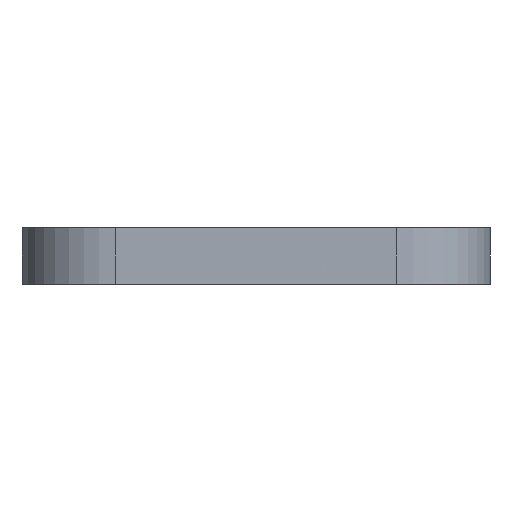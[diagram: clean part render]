
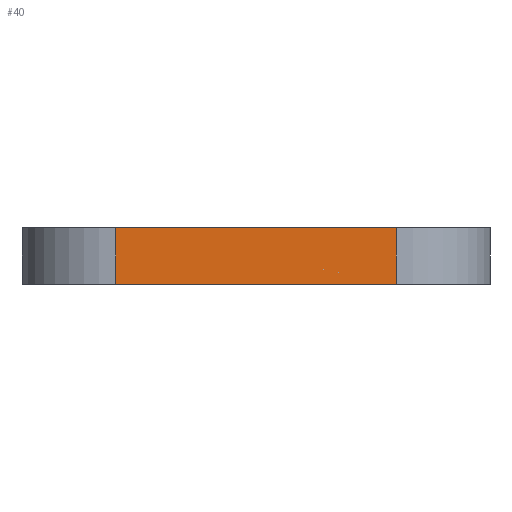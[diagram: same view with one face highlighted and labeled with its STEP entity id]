
A CAD part, left-side view. The second image highlights one B-rep face of the part: STEP entity #40.
In plain terms, the highlighted planar face has unit normal (-1, 0, 0).
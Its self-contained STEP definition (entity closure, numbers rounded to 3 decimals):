
#28 = VERTEX_POINT ( 'NONE', #533 ) ;
#40 = ADVANCED_FACE ( 'NONE', ( #1339 ), #73, .T. ) ;
#73 = PLANE ( 'NONE',  #158 ) ;
#80 = VERTEX_POINT ( 'NONE', #213 ) ;
#83 = DIRECTION ( 'NONE',  ( 0., 0., 1. ) ) ;
#119 = DIRECTION ( 'NONE',  ( 0., 0., -1. ) ) ;
#158 = AXIS2_PLACEMENT_3D ( 'NONE', #324, #750, #83 ) ;
#196 = DIRECTION ( 'NONE',  ( 0., 0., 1. ) ) ;
#209 = VECTOR ( 'NONE', #322, 1000. ) ;
#213 = CARTESIAN_POINT ( 'NONE',  ( -97.43, -14.055, 6. ) ) ;
#233 = CARTESIAN_POINT ( 'NONE',  ( -97.43, 15.945, 0. ) ) ;
#252 = EDGE_LOOP ( 'NONE', ( #1084, #991, #741, #366 ) ) ;
#254 = CARTESIAN_POINT ( 'NONE',  ( -97.43, 25.945, 6. ) ) ;
#322 = DIRECTION ( 'NONE',  ( 0., -1., 0. ) ) ;
#324 = CARTESIAN_POINT ( 'NONE',  ( -97.43, 25.945, 0. ) ) ;
#345 = LINE ( 'NONE', #233, #1156 ) ;
#366 = ORIENTED_EDGE ( 'NONE', *, *, #393, .T. ) ;
#367 = CARTESIAN_POINT ( 'NONE',  ( -97.43, 15.945, 0. ) ) ;
#371 = EDGE_CURVE ( 'NONE', #998, #28, #873, .T. ) ;
#393 = EDGE_CURVE ( 'NONE', #28, #80, #1434, .T. ) ;
#401 = CARTESIAN_POINT ( 'NONE',  ( -97.43, 15.945, 6. ) ) ;
#471 = VECTOR ( 'NONE', #196, 1000. ) ;
#533 = CARTESIAN_POINT ( 'NONE',  ( -97.43, -14.055, 0. ) ) ;
#590 = VECTOR ( 'NONE', #951, 1000. ) ;
#625 = EDGE_CURVE ( 'NONE', #648, #998, #345, .T. ) ;
#645 = CARTESIAN_POINT ( 'NONE',  ( -97.43, -14.055, 0. ) ) ;
#648 = VERTEX_POINT ( 'NONE', #401 ) ;
#741 = ORIENTED_EDGE ( 'NONE', *, *, #371, .T. ) ;
#750 = DIRECTION ( 'NONE',  ( -1., 0., 0. ) ) ;
#760 = EDGE_CURVE ( 'NONE', #648, #80, #1285, .T. ) ;
#873 = LINE ( 'NONE', #1448, #209 ) ;
#951 = DIRECTION ( 'NONE',  ( 0., -1., 0. ) ) ;
#991 = ORIENTED_EDGE ( 'NONE', *, *, #625, .T. ) ;
#998 = VERTEX_POINT ( 'NONE', #367 ) ;
#1084 = ORIENTED_EDGE ( 'NONE', *, *, #760, .F. ) ;
#1156 = VECTOR ( 'NONE', #119, 1000. ) ;
#1285 = LINE ( 'NONE', #254, #590 ) ;
#1339 = FACE_OUTER_BOUND ( 'NONE', #252, .T. ) ;
#1434 = LINE ( 'NONE', #645, #471 ) ;
#1448 = CARTESIAN_POINT ( 'NONE',  ( -97.43, 25.945, 0. ) ) ;
